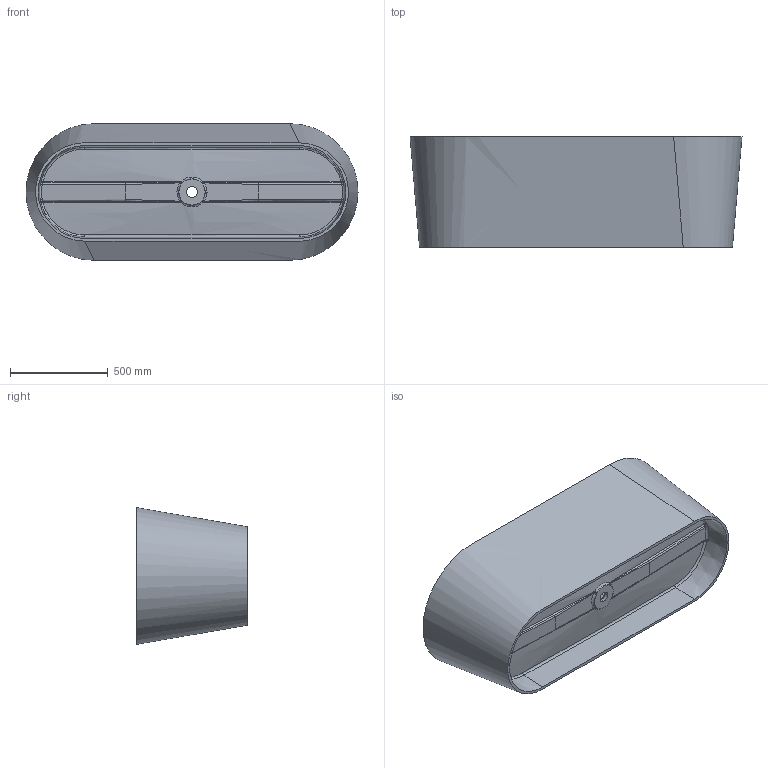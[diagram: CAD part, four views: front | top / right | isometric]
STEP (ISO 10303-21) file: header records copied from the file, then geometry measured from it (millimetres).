
FILE_DESCRIPTION (( 'STEP AP214' ), '1' );
FILE_NAME ('Providence.STEP', '2021-08-04T11:09:00', ( '' ), ( '' ), 'SwSTEP 2.0', 'SolidWorks 2020', '' );
FILE_SCHEMA (( 'AUTOMOTIVE_DESIGN' ));
Length unit declared in the file: millimetre
Products named in the file (1): Providence
Bounding box: 1700 x 565 x 700 mm (x, y, z)
Volume: 65364861.8 mm3; surface area: 5926539.5 mm2
Topology: 1 solids, 1 shells, 86 faces, 218 edges, 138 vertices
Faces by surface type: bspline 53, plane 10, sphere 8, cone 6, cylinder 6, torus 3
Entity records: 17357 total; most frequent: CARTESIAN_POINT 15668, ORIENTED_EDGE 436, EDGE_CURVE 218, DIRECTION 208, VERTEX_POINT 138, B_SPLINE_CURVE_WITH_KNOTS 135, EDGE_LOOP 92, AXIS2_PLACEMENT_3D 91
